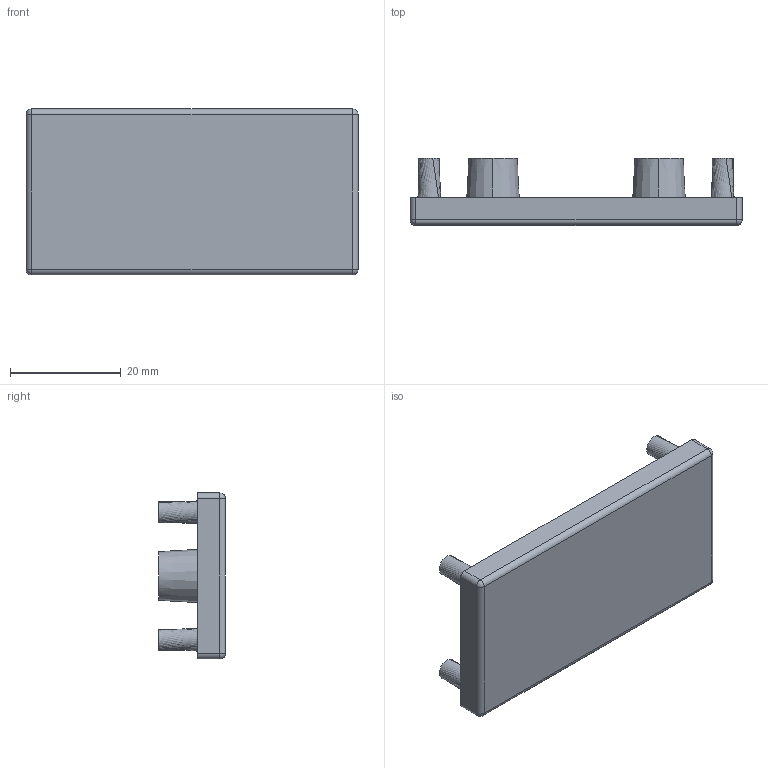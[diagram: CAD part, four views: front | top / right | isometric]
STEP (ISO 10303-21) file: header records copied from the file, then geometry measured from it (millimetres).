
FILE_DESCRIPTION (( 'STEP AP214' ), '1' );
FILE_NAME ('SNSD.30.50.35 Çàãëóøêà òîðöåâàÿ 30x60(A26).STEP', '2014-11-19T12:56:36', ( 'XTreme.ws' ), ( 'XTreme.ws' ), 'SwSTEP 2.0', 'SolidWorks 2014', '' );
FILE_SCHEMA (( 'AUTOMOTIVE_DESIGN' ));
Length unit declared in the file: millimetre
Products named in the file (1): SNSD.30.50.35 Çàãëóøêà òîðöåâàÿ 30x60(A26)
Bounding box: 60 x 12.1 x 30 mm (x, y, z)
Volume: 5234.7 mm3; surface area: 6711.2 mm2
Topology: 1 solids, 1 shells, 81 faces, 190 edges, 120 vertices
Faces by surface type: plane 39, cylinder 26, bspline 8, cone 4, sphere 4
Entity records: 2398 total; most frequent: CARTESIAN_POINT 500, DIRECTION 402, ORIENTED_EDGE 372, EDGE_CURVE 186, AXIS2_PLACEMENT_3D 150, VERTEX_POINT 120, VECTOR 102, LINE 102
